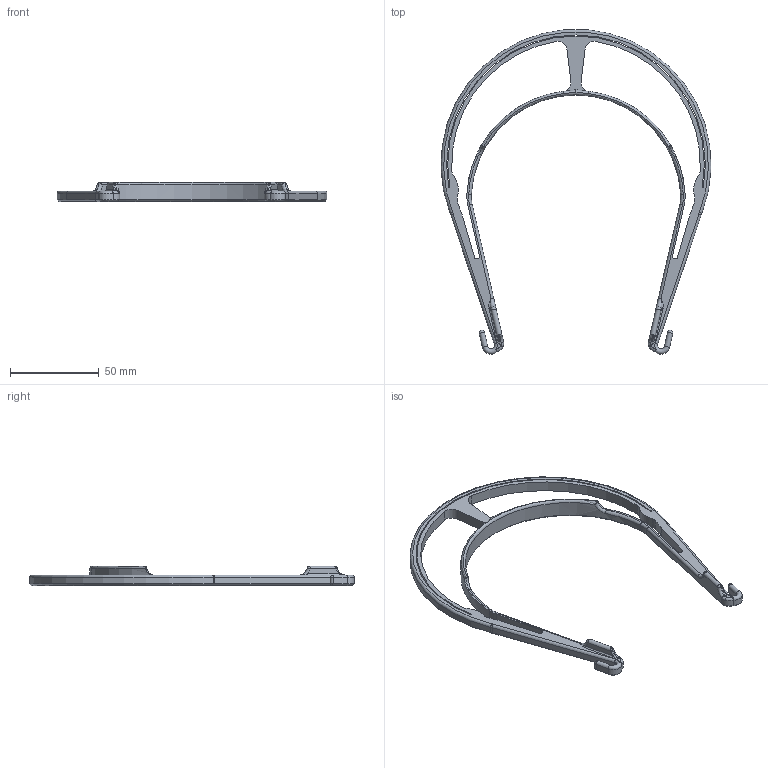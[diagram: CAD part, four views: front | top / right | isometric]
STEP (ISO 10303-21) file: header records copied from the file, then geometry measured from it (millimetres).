
FILE_DESCRIPTION( ( '' ), ' ' );
FILE_NAME( '5e7e48cf32b1bd0f9092ad31.step', '2020-03-27T18:41:19', ( '' ), ( '' ), ' ', ' ', ' ' );
FILE_SCHEMA( ( 'AUTOMOTIVE_DESIGN { 1 0 10303 214 1 1 1 1 }' ) );
Length unit declared in the file: metre
Products named in the file (1): Part 1
Bounding box: 151.91 x 182.6 x 11 mm (x, y, z)
Volume: 23519.5 mm3; surface area: 20054.7 mm2
Topology: 1 solids, 1 shells, 144 faces, 369 edges, 211 vertices
Faces by surface type: cylinder 58, plane 32, torus 20, cone 14, bspline 12, sphere 6, extrusion 2
Entity records: 7149 total; most frequent: CARTESIAN_POINT 2587, DIRECTION 747, ORIENTED_EDGE 706, EDGE_CURVE 353, AXIS2_PLACEMENT_3D 299, VERTEX_POINT 209, CIRCLE 163, VECTOR 149
